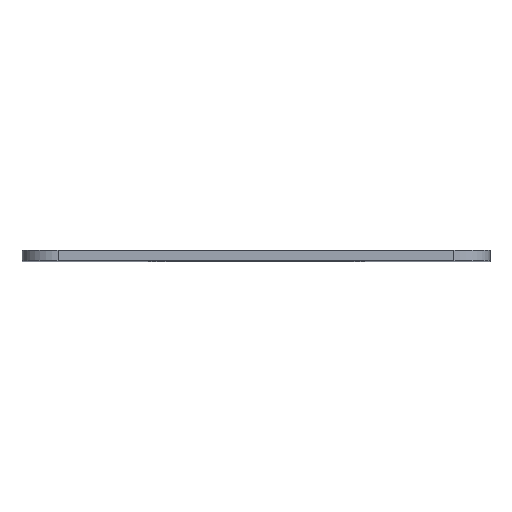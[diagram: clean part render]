
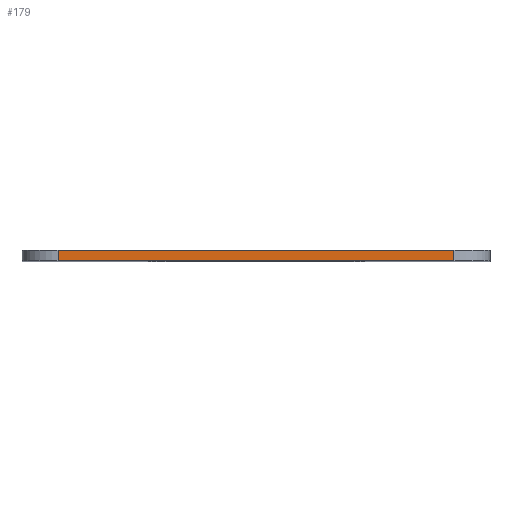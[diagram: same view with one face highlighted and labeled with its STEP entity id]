
A CAD part, top view. The second image highlights one B-rep face of the part: STEP entity #179.
In plain terms, the highlighted planar face has unit normal (0, 0, 1).
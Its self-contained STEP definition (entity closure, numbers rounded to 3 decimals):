
#13 = DIRECTION ( 'NONE',  ( 0., -1., 0. ) ) ;
#21 = CARTESIAN_POINT ( 'NONE',  ( 55., 0., 85. ) ) ;
#24 = EDGE_CURVE ( 'NONE', #359, #169, #801, .T. ) ;
#43 = DIRECTION ( 'NONE',  ( 0., -1., 0. ) ) ;
#44 = EDGE_CURVE ( 'NONE', #832, #323, #55, .T. ) ;
#54 = CARTESIAN_POINT ( 'NONE',  ( -55., 3., 85. ) ) ;
#55 = LINE ( 'NONE', #603, #84 ) ;
#71 = EDGE_CURVE ( 'NONE', #832, #359, #363, .T. ) ;
#75 = FACE_OUTER_BOUND ( 'NONE', #643, .T. ) ;
#84 = VECTOR ( 'NONE', #177, 1000. ) ;
#142 = AXIS2_PLACEMENT_3D ( 'NONE', #461, #785, #535 ) ;
#169 = VERTEX_POINT ( 'NONE', #21 ) ;
#170 = VECTOR ( 'NONE', #43, 1000. ) ;
#177 = DIRECTION ( 'NONE',  ( 1., 0., 0. ) ) ;
#179 = ADVANCED_FACE ( 'NONE', ( #75 ), #591, .F. ) ;
#193 = CARTESIAN_POINT ( 'NONE',  ( 55., 3., 85. ) ) ;
#201 = ORIENTED_EDGE ( 'NONE', *, *, #208, .F. ) ;
#207 = ORIENTED_EDGE ( 'NONE', *, *, #71, .T. ) ;
#208 = EDGE_CURVE ( 'NONE', #323, #169, #699, .T. ) ;
#323 = VERTEX_POINT ( 'NONE', #767 ) ;
#359 = VERTEX_POINT ( 'NONE', #812 ) ;
#363 = LINE ( 'NONE', #719, #686 ) ;
#412 = ORIENTED_EDGE ( 'NONE', *, *, #24, .T. ) ;
#461 = CARTESIAN_POINT ( 'NONE',  ( -55., 3., 85. ) ) ;
#502 = CARTESIAN_POINT ( 'NONE',  ( -55., 0., 85. ) ) ;
#535 = DIRECTION ( 'NONE',  ( -1., 0., 0. ) ) ;
#591 = PLANE ( 'NONE',  #142 ) ;
#603 = CARTESIAN_POINT ( 'NONE',  ( -55., 3., 85. ) ) ;
#626 = VECTOR ( 'NONE', #816, 1000. ) ;
#643 = EDGE_LOOP ( 'NONE', ( #412, #201, #783, #207 ) ) ;
#686 = VECTOR ( 'NONE', #13, 1000. ) ;
#699 = LINE ( 'NONE', #193, #170 ) ;
#719 = CARTESIAN_POINT ( 'NONE',  ( -55., 3., 85. ) ) ;
#767 = CARTESIAN_POINT ( 'NONE',  ( 55., 3., 85. ) ) ;
#783 = ORIENTED_EDGE ( 'NONE', *, *, #44, .F. ) ;
#785 = DIRECTION ( 'NONE',  ( 0., 0., -1. ) ) ;
#801 = LINE ( 'NONE', #502, #626 ) ;
#812 = CARTESIAN_POINT ( 'NONE',  ( -55., 0., 85. ) ) ;
#816 = DIRECTION ( 'NONE',  ( 1., 0., 0. ) ) ;
#832 = VERTEX_POINT ( 'NONE', #54 ) ;
